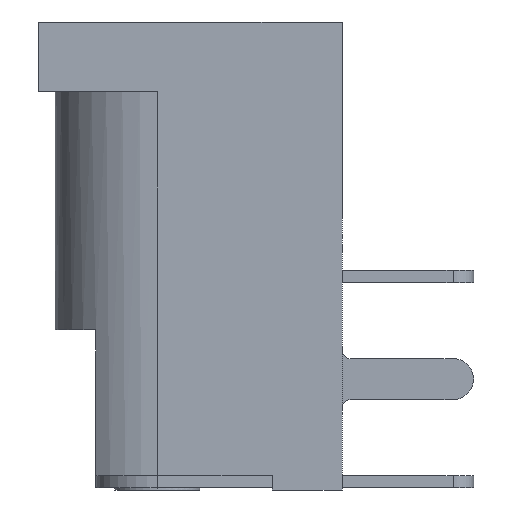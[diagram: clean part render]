
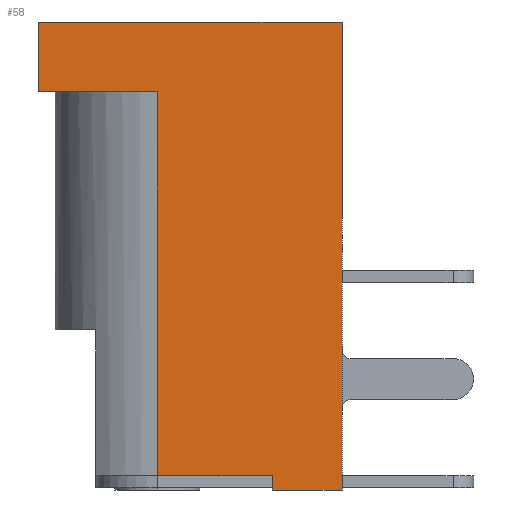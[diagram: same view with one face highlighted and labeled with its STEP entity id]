
A CAD part, left-side view. The second image highlights one B-rep face of the part: STEP entity #58.
In plain terms, the highlighted planar face has unit normal (-1, 0, 0).
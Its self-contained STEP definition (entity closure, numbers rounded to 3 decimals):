
#58=ADVANCED_FACE('',(#576),#577,.T.);
#576=FACE_OUTER_BOUND('',#1610,.T.);
#577=PLANE('',#1611);
#1610=EDGE_LOOP('',(#2709,#2710,#2711,#2712,#2713,#2714,#2715,#2716));
#1611=AXIS2_PLACEMENT_3D('',#2717,#2718,#2719);
#2709=ORIENTED_EDGE('',*,*,#7035,.F.);
#2710=ORIENTED_EDGE('',*,*,#7038,.T.);
#2711=ORIENTED_EDGE('',*,*,#7039,.T.);
#2712=ORIENTED_EDGE('',*,*,#7040,.T.);
#2713=ORIENTED_EDGE('',*,*,#7041,.T.);
#2714=ORIENTED_EDGE('',*,*,#7042,.T.);
#2715=ORIENTED_EDGE('',*,*,#7043,.F.);
#2716=ORIENTED_EDGE('',*,*,#7044,.T.);
#2717=CARTESIAN_POINT('',(-2.5,3.7,0.0));
#2718=DIRECTION('',(-1.0,0.0,0.0));
#2719=DIRECTION('',(0.0,0.0,1.0));
#7035=EDGE_CURVE('',#8506,#8501,#8508,.T.);
#7038=EDGE_CURVE('',#8506,#8512,#8513,.T.);
#7039=EDGE_CURVE('',#8512,#8514,#8515,.T.);
#7040=EDGE_CURVE('',#8514,#8516,#8517,.T.);
#7041=EDGE_CURVE('',#8516,#8518,#8519,.T.);
#7042=EDGE_CURVE('',#8518,#8520,#8521,.T.);
#7043=EDGE_CURVE('',#8522,#8520,#8523,.T.);
#7044=EDGE_CURVE('',#8522,#8501,#8524,.T.);
#8501=VERTEX_POINT('',#10899);
#8506=VERTEX_POINT('',#10906);
#8508=LINE('',#10909,#10910);
#8512=VERTEX_POINT('',#10914);
#8513=LINE('',#10915,#10916);
#8514=VERTEX_POINT('',#10917);
#8515=LINE('',#10918,#10919);
#8516=VERTEX_POINT('',#10920);
#8517=LINE('',#10921,#10922);
#8518=VERTEX_POINT('',#10923);
#8519=LINE('',#10924,#10925);
#8520=VERTEX_POINT('',#10926);
#8521=LINE('',#10927,#10928);
#8522=VERTEX_POINT('',#10929);
#8523=LINE('',#10930,#10931);
#8524=LINE('',#10932,#10933);
#10899=CARTESIAN_POINT('',(-2.5,-3.7,0.0));
#10906=CARTESIAN_POINT('',(-2.5,3.7,0.0));
#10909=CARTESIAN_POINT('',(-2.5,3.7,0.0));
#10910=VECTOR('',#14628,7.4);
#10914=CARTESIAN_POINT('',(-2.5,3.7,-1.7));
#10915=CARTESIAN_POINT('',(-2.5,3.7,0.0));
#10916=VECTOR('',#14635,1.7);
#10917=CARTESIAN_POINT('',(-2.5,0.8,-1.7));
#10918=CARTESIAN_POINT('',(-2.5,3.7,-1.7));
#10919=VECTOR('',#14636,2.9);
#10920=CARTESIAN_POINT('',(-2.5,0.8,-11.05));
#10921=CARTESIAN_POINT('',(-2.5,0.8,-1.7));
#10922=VECTOR('',#14637,9.35);
#10923=CARTESIAN_POINT('',(-2.5,-2.0,-11.05));
#10924=CARTESIAN_POINT('',(-2.5,0.8,-11.05));
#10925=VECTOR('',#14638,2.8);
#10926=CARTESIAN_POINT('',(-2.5,-2.0,-11.4));
#10927=CARTESIAN_POINT('',(-2.5,-2.0,-11.05));
#10928=VECTOR('',#14639,0.35);
#10929=CARTESIAN_POINT('',(-2.5,-3.7,-11.4));
#10930=CARTESIAN_POINT('',(-2.5,-3.7,-11.4));
#10931=VECTOR('',#14640,1.7);
#10932=CARTESIAN_POINT('',(-2.5,-3.7,-11.4));
#10933=VECTOR('',#14641,11.4);
#14628=DIRECTION('',(0.0,-1.0,0.0));
#14635=DIRECTION('',(0.0,0.0,-1.0));
#14636=DIRECTION('',(0.0,-1.0,0.0));
#14637=DIRECTION('',(0.0,0.0,-1.0));
#14638=DIRECTION('',(0.0,-1.0,0.0));
#14639=DIRECTION('',(0.0,0.0,-1.0));
#14640=DIRECTION('',(0.0,1.0,0.0));
#14641=DIRECTION('',(0.0,0.0,1.0));
